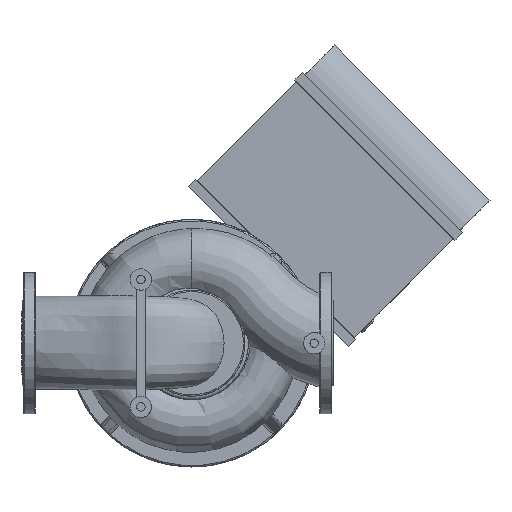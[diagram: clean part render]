
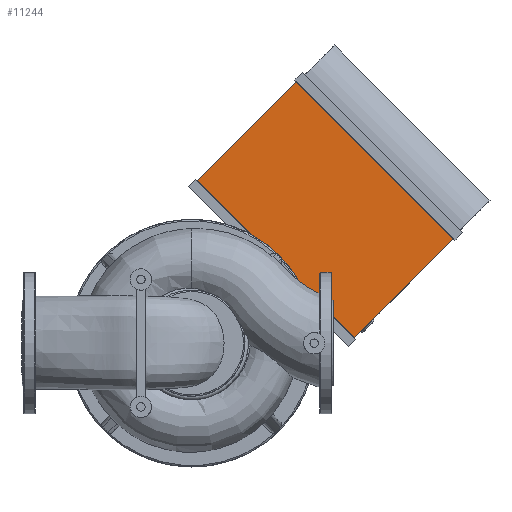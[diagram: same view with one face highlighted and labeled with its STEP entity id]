
A CAD part, front view. The second image highlights one B-rep face of the part: STEP entity #11244.
In plain terms, the highlighted planar face has unit normal (0, -1, 0).
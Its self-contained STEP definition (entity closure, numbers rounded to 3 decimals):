
#1029=LINE($,#26119,#1970);
#1061=LINE($,#26198,#2002);
#1062=LINE($,#26200,#2003);
#1063=LINE($,#26201,#2004);
#1970=VECTOR($,#15386,198.);
#2002=VECTOR($,#15458,314.);
#2003=VECTOR($,#15459,198.);
#2004=VECTOR($,#15460,314.);
#2531=PLANE($,#12420);
#3321=FACE_OUTER_BOUND($,#4130,.T.);
#4130=EDGE_LOOP($,(#10161,#10162,#10163,#10164));
#5633=VERTEX_POINT($,#26116);
#5634=VERTEX_POINT($,#26118);
#5661=VERTEX_POINT($,#26197);
#5662=VERTEX_POINT($,#26199);
#7146=EDGE_CURVE($,#5634,#5633,#1029,.T.);
#7184=EDGE_CURVE($,#5661,#5633,#1061,.T.);
#7185=EDGE_CURVE($,#5661,#5662,#1062,.T.);
#7186=EDGE_CURVE($,#5662,#5634,#1063,.T.);
#10161=ORIENTED_EDGE($,*,*,#7146,.T.);
#10162=ORIENTED_EDGE($,*,*,#7184,.F.);
#10163=ORIENTED_EDGE($,*,*,#7185,.T.);
#10164=ORIENTED_EDGE($,*,*,#7186,.T.);
#11244=ADVANCED_FACE($,(#3321),#2531,.T.);
#12420=AXIS2_PLACEMENT_3D($,#26196,#15456,#15457);
#15386=DIRECTION($,(0.707,0.,0.707));
#15456=DIRECTION('center_axis',(0.,-1.,0.));
#15457=DIRECTION('ref_axis',(0.707,0.,-0.707));
#15458=DIRECTION($,(0.707,0.,-0.707));
#15459=DIRECTION($,(-0.707,0.,-0.707));
#15460=DIRECTION($,(0.707,0.,-0.707));
#26116=CARTESIAN_POINT('',(609.817,353.,147.785));
#26118=CARTESIAN_POINT('',(469.81,353.,7.778));
#26119=CARTESIAN_POINT($,(574.815,353.,112.784));
#26196=CARTESIAN_POINT('Origin',(498.801,353.,258.801));
#26197=CARTESIAN_POINT('',(387.785,353.,369.817));
#26198=CARTESIAN_POINT($,(498.801,353.,258.801));
#26199=CARTESIAN_POINT('',(247.778,353.,229.81));
#26200=CARTESIAN_POINT($,(352.784,353.,334.815));
#26201=CARTESIAN_POINT($,(358.794,353.,118.794));
